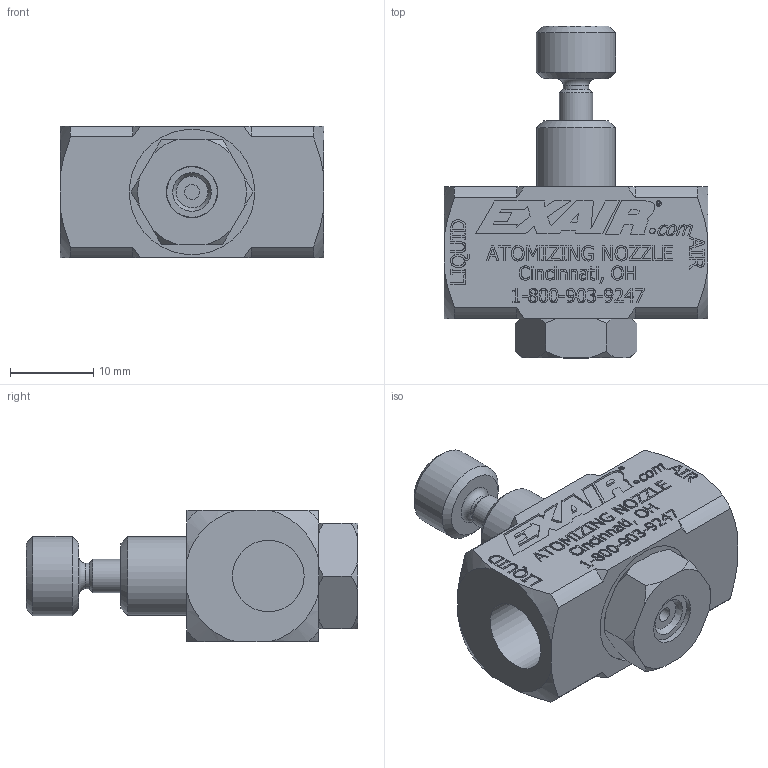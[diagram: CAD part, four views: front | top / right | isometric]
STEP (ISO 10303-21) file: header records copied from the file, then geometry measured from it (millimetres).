
FILE_DESCRIPTION(/* description */ (''),/* implementation_level */ '2;1');
FILE_NAME(/* name */ 'SR8030SS-DIM.stp',/* time_stamp */ '2017-04-11T12:31:03-04:00',/* author */ ('Adam Laub'),/* organization */ (''),/* preprocessor_version */ 'ST-DEVELOPER v16.5',/* originating_system */ 'Autodesk Inventor 2017',/* authorisation */ '');
FILE_SCHEMA (('AUTOMOTIVE_DESIGN { 1 0 10303 214 3 1 1 }'));
Length unit declared in the file: inch
Products named in the file (6): SR8020SS-DIM; 901802-DIM; 901804-DIM; 901803; 901748-DIM; 901765-SR30-DIM
Assembly tree (5 placements, depth 2):
  SR8020SS-DIM
    901802-DIM
    901804-DIM
    901803
    901748-DIM
    901765-SR30-DIM
Bounding box: 31.75 x 39.93 x 15.88 mm (x, y, z)
Volume: 8974.7 mm3; surface area: 5056.5 mm2
Topology: 5 solids, 7 shells, 1421 faces, 3809 edges, 2537 vertices
Faces by surface type: plane 840, bspline 497, cylinder 45, cone 38, torus 1
Full cylindrical faces by diameter (mm): 1.778 x1, 1.981 x1, 3.048 x1, 3.607 x1, 4.006 x1, 5.842 x2, 6.071 x1, 6.159 x1, 6.248 x1, 6.35 x1, 7.95 x1, 8.204 x1, 8.611 x2, 9.525 x3, 9.922 x1, 11.112 x1, 15.088 x1
Entity records: 47664 total; most frequent: CARTESIAN_POINT 15574, ORIENTED_EDGE 7532, DIRECTION 4707, EDGE_CURVE 3766, LINE 2589, VECTOR 2589, VERTEX_POINT 2528, EDGE_LOOP 1590
